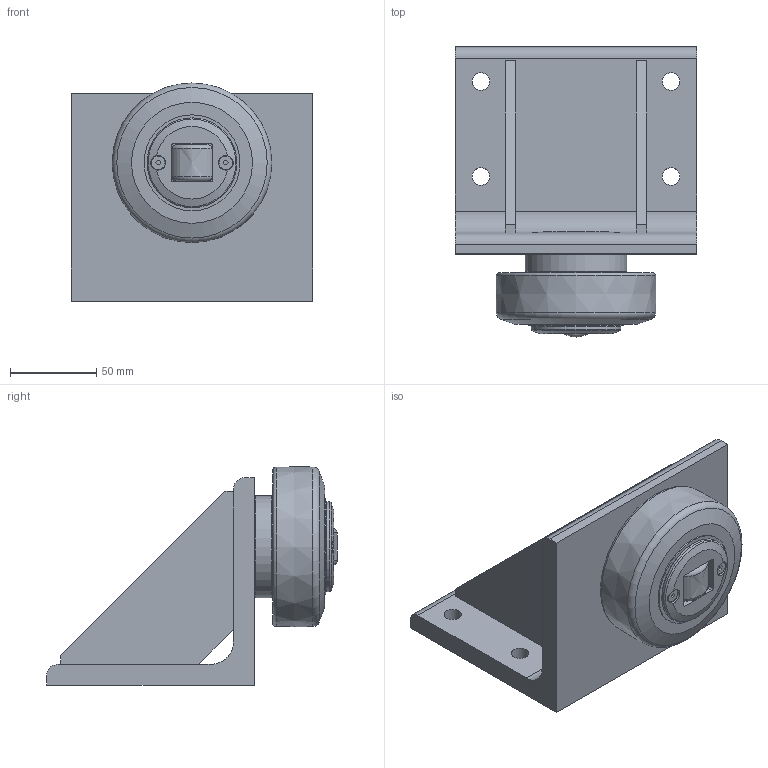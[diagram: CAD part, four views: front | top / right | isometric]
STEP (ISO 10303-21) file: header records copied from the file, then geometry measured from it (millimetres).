
FILE_DESCRIPTION(/* description */ ('-','CAx-IF Rec.Pracs.---Representation and Presentation of Product Manufacturing Information (PMI)---4.0---2014-10-13'),/* implementation_level */ '2;1');
FILE_NAME(/* name */ 'c4a8b565-8ceb-45ff-8d4f-ac86d4c28e3a.stp',/* time_stamp */ '2020-04-01T16:48:42+02:00',/* author */ ('-'),/* organization */ ('NTI CADcenter A/S'),/* preprocessor_version */ 'ST-DEVELOPER v18',/* originating_system */ 'Autodesk Inventor 2020',/* authorisation */ '-');
FILE_SCHEMA (('AP242_MANAGED_MODEL_BASED_3D_ENGINEERING_MIM_LF { 1 0 10303 442 1 1 4 }'));
Length unit declared in the file: millimetre
Products named in the file (1): XTR 090.0300 BW1200_Kontur
Bounding box: 140 x 168 x 126.2 mm (x, y, z)
Volume: 680335 mm3; surface area: 112807.9 mm2
Topology: 1 solids, 1 shells, 97 faces, 266 edges, 181 vertices
Faces by surface type: plane 57, cylinder 25, cone 8, torus 5, bspline 2
Full cylindrical faces by diameter (mm): 7.8 x2, 8.6 x2, 10.106 x4, 52 x1, 55.3 x1, 55.5 x1, 59 x1
Entity records: 3278 total; most frequent: CARTESIAN_POINT 657, DIRECTION 547, ORIENTED_EDGE 532, EDGE_CURVE 266, AXIS2_PLACEMENT_3D 193, VERTEX_POINT 181, LINE 161, VECTOR 161
